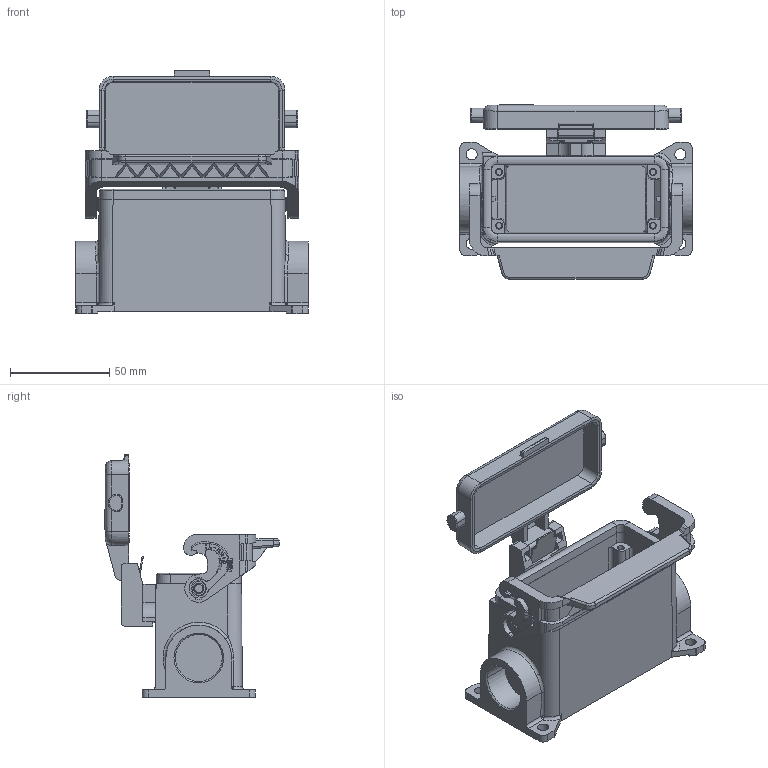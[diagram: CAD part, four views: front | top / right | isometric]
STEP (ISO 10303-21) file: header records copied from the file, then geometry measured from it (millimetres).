
FILE_DESCRIPTION(('Creo Elements/Direct Modeling STEP Export'),'2;1');
FILE_NAME('37jbk2e5pko7rd71728','2023-03-09T16:31:27',(''),(''),'Creo Elements/Direct Modeling STEP processor for AP214 (Solid Model)','Creo Elements/Direct Modeling 20.1B 02-Apr-2019 (C) Parametric Technology GmbH','');
FILE_SCHEMA(('AUTOMOTIVE_DESIGN { 1 0 10303 214 1 1 1 1 }'));
Products named in the file (2): MLP 16 LS25
Assembly tree (1 placements, depth 2):
  MLP 16 LS25
    MLP 16 LS25
Bounding box: 117 x 87.8 x 122.49 mm (x, y, z)
Volume: 139293.6 mm3; surface area: 79987.9 mm2
Topology: 1 solids, 1 shells, 1398 faces, 3746 edges, 2411 vertices
Faces by surface type: plane 817, cylinder 404, cone 66, torus 54, bspline 48, sphere 9
Entity records: 63754 total; most frequent: CARTESIAN_POINT 18172, ORIENTED_EDGE 7478, DIRECTION 6762, EDGE_CURVE 3739, VECTOR 2538, LINE 2538, VERTEX_POINT 2411, AXIS2_PLACEMENT_3D 2112
